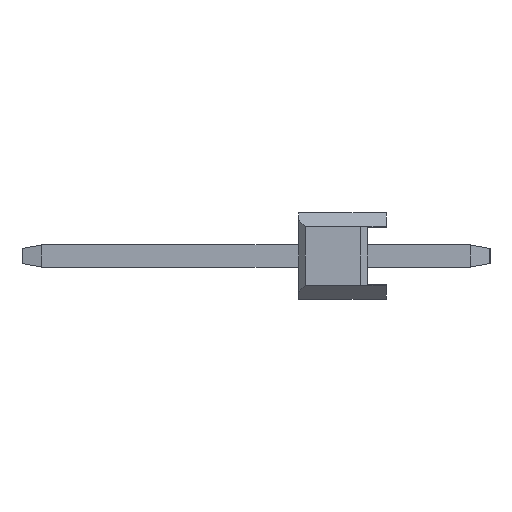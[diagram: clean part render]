
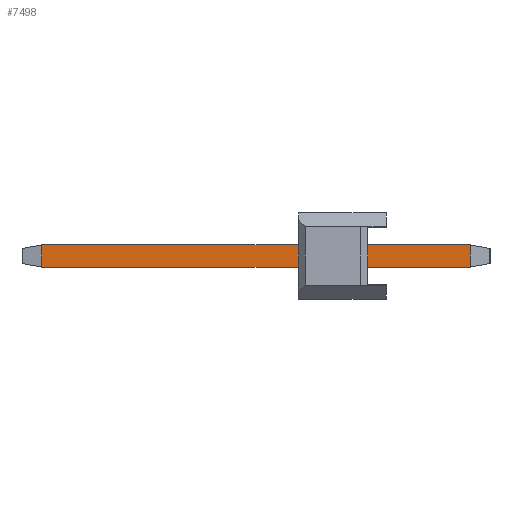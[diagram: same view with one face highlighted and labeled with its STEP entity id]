
A CAD part, left-side view. The second image highlights one B-rep face of the part: STEP entity #7498.
In plain terms, the highlighted planar face has unit normal (-1, 0, 0).
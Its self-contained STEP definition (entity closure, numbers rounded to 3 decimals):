
#66 = CARTESIAN_POINT ( 'NONE',  ( -0.32, 10.54, 0.32 ) ) ;
#3630 = DIRECTION ( 'NONE',  ( 0., 0., -1. ) ) ;
#4789 = CARTESIAN_POINT ( 'NONE',  ( -0.32, 9.973, -0.32 ) ) ;
#7312 = VERTEX_POINT ( 'NONE', #4789 ) ;
#7493 = DIRECTION ( 'NONE',  ( 0., -1., 0. ) ) ;
#7498 = ADVANCED_FACE ( 'NONE', ( #14966 ), #26928, .F. ) ;
#7702 = ORIENTED_EDGE ( 'NONE', *, *, #24696, .T. ) ;
#9139 = LINE ( 'NONE', #21104, #22325 ) ;
#9477 = CARTESIAN_POINT ( 'NONE',  ( -0.32, -2.433, -0.32 ) ) ;
#10406 = VECTOR ( 'NONE', #3630, 1000. ) ;
#11204 = ORIENTED_EDGE ( 'NONE', *, *, #26401, .F. ) ;
#11938 = LINE ( 'NONE', #23910, #27289 ) ;
#12013 = DIRECTION ( 'NONE',  ( 1., 0., 0. ) ) ;
#12014 = VERTEX_POINT ( 'NONE', #16767 ) ;
#14966 = FACE_OUTER_BOUND ( 'NONE', #15356, .T. ) ;
#15356 = EDGE_LOOP ( 'NONE', ( #30926, #20425, #11204, #7702 ) ) ;
#16759 = VECTOR ( 'NONE', #7493, 1000. ) ;
#16767 = CARTESIAN_POINT ( 'NONE',  ( -0.32, -2.433, 0.32 ) ) ;
#18186 = VERTEX_POINT ( 'NONE', #9477 ) ;
#18530 = LINE ( 'NONE', #30484, #10406 ) ;
#20425 = ORIENTED_EDGE ( 'NONE', *, *, #29974, .T. ) ;
#21104 = CARTESIAN_POINT ( 'NONE',  ( -0.32, 10.54, -0.32 ) ) ;
#22325 = VECTOR ( 'NONE', #33058, 1000. ) ;
#22403 = LINE ( 'NONE', #34338, #16759 ) ;
#23910 = CARTESIAN_POINT ( 'NONE',  ( -0.32, -2.433, 0.32 ) ) ;
#23987 = DIRECTION ( 'NONE',  ( 0., 0., -1. ) ) ;
#24696 = EDGE_CURVE ( 'NONE', #28916, #7312, #18530, .T. ) ;
#26401 = EDGE_CURVE ( 'NONE', #28916, #12014, #22403, .T. ) ;
#26433 = AXIS2_PLACEMENT_3D ( 'NONE', #66, #12013, #23987 ) ;
#26928 = PLANE ( 'NONE',  #26433 ) ;
#27289 = VECTOR ( 'NONE', #35856, 1000. ) ;
#28916 = VERTEX_POINT ( 'NONE', #30731 ) ;
#29974 = EDGE_CURVE ( 'NONE', #18186, #12014, #11938, .T. ) ;
#30484 = CARTESIAN_POINT ( 'NONE',  ( -0.32, 9.973, -0.32 ) ) ;
#30731 = CARTESIAN_POINT ( 'NONE',  ( -0.32, 9.973, 0.32 ) ) ;
#30926 = ORIENTED_EDGE ( 'NONE', *, *, #37027, .T. ) ;
#33058 = DIRECTION ( 'NONE',  ( 0., -1., 0. ) ) ;
#34338 = CARTESIAN_POINT ( 'NONE',  ( -0.32, 10.54, 0.32 ) ) ;
#35856 = DIRECTION ( 'NONE',  ( 0., 0., 1. ) ) ;
#37027 = EDGE_CURVE ( 'NONE', #7312, #18186, #9139, .T. ) ;
